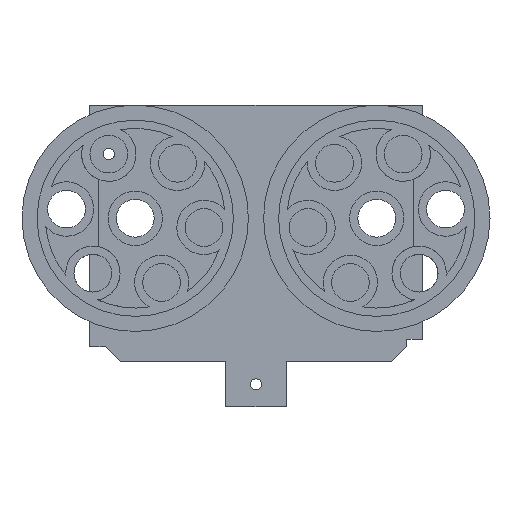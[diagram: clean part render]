
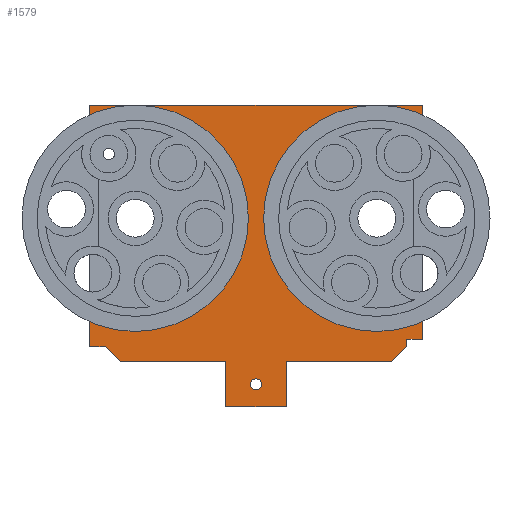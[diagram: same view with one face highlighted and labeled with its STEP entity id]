
A CAD part, front view. The second image highlights one B-rep face of the part: STEP entity #1579.
In plain terms, the highlighted planar face has unit normal (0, -1, 0).
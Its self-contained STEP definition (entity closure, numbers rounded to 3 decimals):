
#34=FACE_BOUND('',#256,.T.);
#61=PLANE('',#1781);
#143=FACE_OUTER_BOUND('',#255,.T.);
#255=EDGE_LOOP('',(#1302,#1303,#1304,#1305,#1306,#1307,#1308,#1309,#1310,
#1311,#1312,#1313,#1314,#1315,#1316,#1317,#1318,#1319));
#256=EDGE_LOOP('',(#1320));
#359=LINE('',#2679,#474);
#360=LINE('',#2681,#475);
#361=LINE('',#2682,#476);
#362=LINE('',#2684,#477);
#363=LINE('',#2686,#478);
#364=LINE('',#2688,#479);
#365=LINE('',#2690,#480);
#366=LINE('',#2692,#481);
#367=LINE('',#2694,#482);
#368=LINE('',#2696,#483);
#369=LINE('',#2698,#484);
#370=LINE('',#2700,#485);
#371=LINE('',#2702,#486);
#372=LINE('',#2704,#487);
#373=LINE('',#2705,#488);
#474=VECTOR('',#2198,10.);
#475=VECTOR('',#2199,10.);
#476=VECTOR('',#2200,10.);
#477=VECTOR('',#2201,10.);
#478=VECTOR('',#2202,10.);
#479=VECTOR('',#2203,10.);
#480=VECTOR('',#2204,10.);
#481=VECTOR('',#2205,10.);
#482=VECTOR('',#2206,10.);
#483=VECTOR('',#2207,10.);
#484=VECTOR('',#2208,10.);
#485=VECTOR('',#2209,10.);
#486=VECTOR('',#2210,10.);
#487=VECTOR('',#2211,10.);
#488=VECTOR('',#2212,10.);
#539=CIRCLE('',#1643,13.);
#624=CIRCLE('',#1774,13.);
#625=CIRCLE('',#1775,13.);
#627=CIRCLE('',#1782,0.75);
#652=VERTEX_POINT('',#2389);
#653=VERTEX_POINT('',#2391);
#737=VERTEX_POINT('',#2632);
#738=VERTEX_POINT('',#2634);
#746=VERTEX_POINT('',#2666);
#748=VERTEX_POINT('',#2678);
#749=VERTEX_POINT('',#2680);
#750=VERTEX_POINT('',#2683);
#751=VERTEX_POINT('',#2685);
#752=VERTEX_POINT('',#2687);
#753=VERTEX_POINT('',#2689);
#754=VERTEX_POINT('',#2691);
#755=VERTEX_POINT('',#2693);
#756=VERTEX_POINT('',#2695);
#757=VERTEX_POINT('',#2697);
#758=VERTEX_POINT('',#2699);
#759=VERTEX_POINT('',#2701);
#760=VERTEX_POINT('',#2703);
#761=VERTEX_POINT('',#2706);
#803=EDGE_CURVE('',#653,#652,#539,.T.);
#940=EDGE_CURVE('',#738,#746,#624,.T.);
#941=EDGE_CURVE('',#746,#737,#625,.T.);
#944=EDGE_CURVE('',#737,#748,#359,.T.);
#945=EDGE_CURVE('',#748,#749,#360,.T.);
#946=EDGE_CURVE('',#749,#653,#361,.T.);
#947=EDGE_CURVE('',#652,#750,#362,.T.);
#948=EDGE_CURVE('',#750,#751,#363,.T.);
#949=EDGE_CURVE('',#751,#752,#364,.T.);
#950=EDGE_CURVE('',#752,#753,#365,.T.);
#951=EDGE_CURVE('',#753,#754,#366,.T.);
#952=EDGE_CURVE('',#754,#755,#367,.T.);
#953=EDGE_CURVE('',#755,#756,#368,.T.);
#954=EDGE_CURVE('',#757,#756,#369,.T.);
#955=EDGE_CURVE('',#758,#757,#370,.T.);
#956=EDGE_CURVE('',#758,#759,#371,.T.);
#957=EDGE_CURVE('',#759,#760,#372,.T.);
#958=EDGE_CURVE('',#760,#738,#373,.T.);
#959=EDGE_CURVE('',#761,#761,#627,.T.);
#1302=ORIENTED_EDGE('',*,*,#940,.T.);
#1303=ORIENTED_EDGE('',*,*,#941,.T.);
#1304=ORIENTED_EDGE('',*,*,#944,.T.);
#1305=ORIENTED_EDGE('',*,*,#945,.T.);
#1306=ORIENTED_EDGE('',*,*,#946,.T.);
#1307=ORIENTED_EDGE('',*,*,#803,.T.);
#1308=ORIENTED_EDGE('',*,*,#947,.T.);
#1309=ORIENTED_EDGE('',*,*,#948,.T.);
#1310=ORIENTED_EDGE('',*,*,#949,.T.);
#1311=ORIENTED_EDGE('',*,*,#950,.T.);
#1312=ORIENTED_EDGE('',*,*,#951,.T.);
#1313=ORIENTED_EDGE('',*,*,#952,.T.);
#1314=ORIENTED_EDGE('',*,*,#953,.T.);
#1315=ORIENTED_EDGE('',*,*,#954,.F.);
#1316=ORIENTED_EDGE('',*,*,#955,.F.);
#1317=ORIENTED_EDGE('',*,*,#956,.T.);
#1318=ORIENTED_EDGE('',*,*,#957,.T.);
#1319=ORIENTED_EDGE('',*,*,#958,.T.);
#1320=ORIENTED_EDGE('',*,*,#959,.F.);
#1579=ADVANCED_FACE('',(#143,#34),#61,.F.);
#1643=AXIS2_PLACEMENT_3D('',#2392,#1867,#1868);
#1774=AXIS2_PLACEMENT_3D('',#2668,#2181,#2182);
#1775=AXIS2_PLACEMENT_3D('',#2669,#2183,#2184);
#1781=AXIS2_PLACEMENT_3D('',#2677,#2196,#2197);
#1782=AXIS2_PLACEMENT_3D('',#2707,#2213,#2214);
#1867=DIRECTION('center_axis',(0.,1.,0.));
#1868=DIRECTION('ref_axis',(1.,0.,0.));
#2181=DIRECTION('center_axis',(0.,1.,0.));
#2182=DIRECTION('ref_axis',(1.,0.,0.));
#2183=DIRECTION('center_axis',(0.,1.,0.));
#2184=DIRECTION('ref_axis',(1.,0.,0.));
#2196=DIRECTION('center_axis',(0.,1.,0.));
#2197=DIRECTION('ref_axis',(1.,0.,0.));
#2198=DIRECTION('',(0.,0.,1.));
#2199=DIRECTION('',(-1.,0.,0.));
#2200=DIRECTION('',(0.,0.,-1.));
#2201=DIRECTION('',(0.,0.,-1.));
#2202=DIRECTION('',(1.,0.,0.));
#2203=DIRECTION('',(0.707,0.,-0.707));
#2204=DIRECTION('',(1.,0.,0.));
#2205=DIRECTION('',(0.,0.,-1.));
#2206=DIRECTION('',(1.,0.,0.));
#2207=DIRECTION('',(0.,0.,1.));
#2208=DIRECTION('',(-1.,0.,0.));
#2209=DIRECTION('',(-0.707,0.,-0.707));
#2210=DIRECTION('',(0.,0.,1.));
#2211=DIRECTION('',(1.,0.,0.));
#2212=DIRECTION('',(0.,0.,1.));
#2213=DIRECTION('center_axis',(0.,-1.,0.));
#2214=DIRECTION('ref_axis',(1.,0.,0.));
#2389=CARTESIAN_POINT('',(0.,0.,10.467));
#2391=CARTESIAN_POINT('',(0.,0.,33.533));
#2392=CARTESIAN_POINT('Origin',(6.,0.,22.));
#2632=CARTESIAN_POINT('',(44.,0.,33.533));
#2634=CARTESIAN_POINT('',(44.,0.,10.467));
#2666=CARTESIAN_POINT('',(25.,0.,22.));
#2668=CARTESIAN_POINT('Origin',(38.,0.,22.));
#2669=CARTESIAN_POINT('Origin',(38.,0.,22.));
#2677=CARTESIAN_POINT('Origin',(22.,0.,17.));
#2678=CARTESIAN_POINT('',(44.,0.,37.));
#2679=CARTESIAN_POINT('',(44.,0.,6.));
#2680=CARTESIAN_POINT('',(0.,0.,37.));
#2681=CARTESIAN_POINT('',(44.,0.,37.));
#2682=CARTESIAN_POINT('',(0.,0.,6.));
#2683=CARTESIAN_POINT('',(0.,0.,5.));
#2684=CARTESIAN_POINT('',(0.,0.,6.));
#2685=CARTESIAN_POINT('',(2.,0.,5.));
#2686=CARTESIAN_POINT('',(0.,0.,5.));
#2687=CARTESIAN_POINT('',(4.,0.,3.));
#2688=CARTESIAN_POINT('',(2.,0.,5.));
#2689=CARTESIAN_POINT('',(18.,0.,3.));
#2690=CARTESIAN_POINT('',(4.,0.,3.));
#2691=CARTESIAN_POINT('',(18.,0.,-3.));
#2692=CARTESIAN_POINT('',(18.,0.,3.));
#2693=CARTESIAN_POINT('',(26.,0.,-3.));
#2694=CARTESIAN_POINT('',(18.,0.,-3.));
#2695=CARTESIAN_POINT('',(26.,0.,3.));
#2696=CARTESIAN_POINT('',(26.,0.,-3.));
#2697=CARTESIAN_POINT('',(40.,0.,3.));
#2698=CARTESIAN_POINT('',(40.,0.,3.));
#2699=CARTESIAN_POINT('',(42.,0.,5.));
#2700=CARTESIAN_POINT('',(42.,0.,5.));
#2701=CARTESIAN_POINT('',(42.,0.,6.));
#2702=CARTESIAN_POINT('',(42.,0.,5.));
#2703=CARTESIAN_POINT('',(44.,0.,6.));
#2704=CARTESIAN_POINT('',(42.,0.,6.));
#2705=CARTESIAN_POINT('',(44.,0.,6.));
#2706=CARTESIAN_POINT('',(21.25,0.,0.));
#2707=CARTESIAN_POINT('Origin',(22.,0.,0.));
